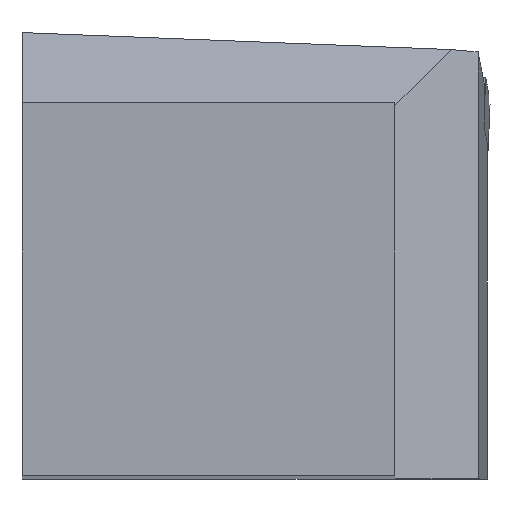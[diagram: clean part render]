
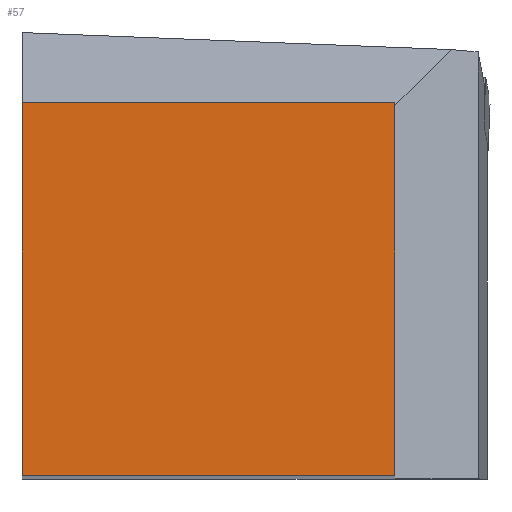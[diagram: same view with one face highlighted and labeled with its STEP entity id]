
A CAD part, top view. The second image highlights one B-rep face of the part: STEP entity #57.
In plain terms, the highlighted planar face has unit normal (0, 0, 1).
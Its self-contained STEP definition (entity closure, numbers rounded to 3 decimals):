
#57=ADVANCED_FACE('',(#120),#89,.F.);
#89=PLANE('',#644);
#120=FACE_OUTER_BOUND('',#152,.T.);
#152=EDGE_LOOP('',(#184,#185,#186,#187));
#184=ORIENTED_EDGE('',*,*,#389,.F.);
#185=ORIENTED_EDGE('',*,*,#390,.F.);
#186=ORIENTED_EDGE('',*,*,#391,.T.);
#187=ORIENTED_EDGE('',*,*,#392,.T.);
#338=VERTEX_POINT('',#834);
#339=VERTEX_POINT('',#835);
#340=VERTEX_POINT('',#837);
#341=VERTEX_POINT('',#839);
#389=EDGE_CURVE('',#338,#339,#466,.T.);
#390=EDGE_CURVE('',#340,#338,#467,.T.);
#391=EDGE_CURVE('',#340,#341,#468,.T.);
#392=EDGE_CURVE('',#341,#339,#469,.T.);
#466=LINE('',#833,#541);
#467=LINE('',#836,#542);
#468=LINE('',#838,#543);
#469=LINE('',#840,#544);
#541=VECTOR('',#686,1.);
#542=VECTOR('',#687,1.);
#543=VECTOR('',#688,1.);
#544=VECTOR('',#689,1.);
#644=AXIS2_PLACEMENT_3D('',#841,#690,#691);
#686=DIRECTION('',(1.,0.,0.));
#687=DIRECTION('',(0.,1.,0.));
#688=DIRECTION('',(1.,0.,0.));
#689=DIRECTION('',(0.,1.,0.));
#690=DIRECTION('',(0.,0.,-1.));
#691=DIRECTION('',(-1.,0.,0.));
#833=CARTESIAN_POINT('',(37.35,0.,119.54));
#834=CARTESIAN_POINT('',(-12.65,0.,119.54));
#835=CARTESIAN_POINT('',(12.65,0.,119.54));
#836=CARTESIAN_POINT('',(-12.65,24.7,119.54));
#837=CARTESIAN_POINT('',(-12.65,-25.3,119.54));
#838=CARTESIAN_POINT('',(37.35,-25.3,119.54));
#839=CARTESIAN_POINT('',(12.65,-25.3,119.54));
#840=CARTESIAN_POINT('',(12.65,24.7,119.54));
#841=CARTESIAN_POINT('',(12.65,24.7,119.54));
